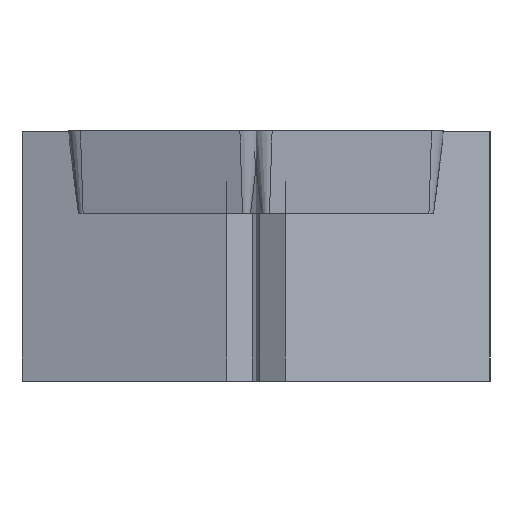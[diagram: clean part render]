
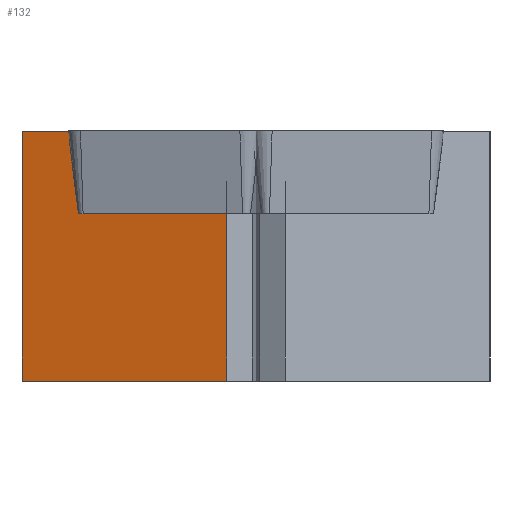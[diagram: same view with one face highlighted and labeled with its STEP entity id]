
A CAD part, left-side view. The second image highlights one B-rep face of the part: STEP entity #132.
In plain terms, the highlighted planar face has unit normal (-0.966, 0.259, 0).
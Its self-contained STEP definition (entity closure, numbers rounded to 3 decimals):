
#97=PLANE('',#779);
#132=ADVANCED_FACE('',(#177),#97,.F.);
#177=FACE_OUTER_BOUND('',#219,.T.);
#219=EDGE_LOOP('',(#448,#449,#450,#451));
#272=LINE('',#1092,#340);
#273=LINE('',#1095,#341);
#274=LINE('',#1097,#342);
#275=LINE('',#1099,#343);
#340=VECTOR('',#893,1.);
#341=VECTOR('',#894,1.);
#342=VECTOR('',#895,1.);
#343=VECTOR('',#896,1.);
#448=ORIENTED_EDGE('',*,*,#668,.F.);
#449=ORIENTED_EDGE('',*,*,#669,.T.);
#450=ORIENTED_EDGE('',*,*,#670,.T.);
#451=ORIENTED_EDGE('',*,*,#671,.F.);
#596=VERTEX_POINT('',#1093);
#597=VERTEX_POINT('',#1094);
#598=VERTEX_POINT('',#1096);
#599=VERTEX_POINT('',#1098);
#668=EDGE_CURVE('',#596,#597,#272,.T.);
#669=EDGE_CURVE('',#596,#598,#273,.T.);
#670=EDGE_CURVE('',#598,#599,#274,.T.);
#671=EDGE_CURVE('',#597,#599,#275,.T.);
#779=AXIS2_PLACEMENT_3D('',#1100,#897,#898);
#893=DIRECTION('',(0.259,0.966,0.));
#894=DIRECTION('',(0.,0.,1.));
#895=DIRECTION('',(0.259,0.966,0.));
#896=DIRECTION('',(0.,0.,1.));
#897=DIRECTION('',(0.966,-0.259,0.));
#898=DIRECTION('',(0.259,0.966,0.));
#1092=CARTESIAN_POINT('',(0.75,0.433,-12.01));
#1093=CARTESIAN_POINT('',(1.009,1.399,-12.01));
#1094=CARTESIAN_POINT('',(3.644,11.233,-12.01));
#1095=CARTESIAN_POINT('',(1.009,1.399,-12.01));
#1096=CARTESIAN_POINT('',(1.009,1.399,-0.01));
#1097=CARTESIAN_POINT('',(0.75,0.433,-0.01));
#1098=CARTESIAN_POINT('',(3.644,11.233,-0.01));
#1099=CARTESIAN_POINT('',(3.644,11.233,-12.01));
#1100=CARTESIAN_POINT('',(0.75,0.433,-12.01));
